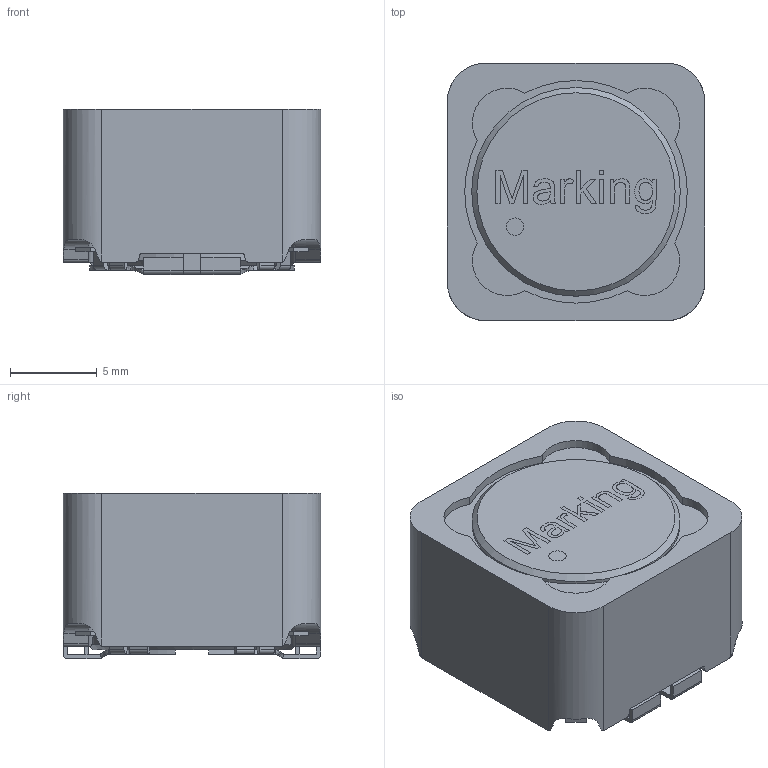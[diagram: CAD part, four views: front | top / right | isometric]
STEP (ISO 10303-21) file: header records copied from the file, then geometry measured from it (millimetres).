
FILE_DESCRIPTION(/* description */ ('Unknown'),/* implementation_level */ '2;1');
FILE_NAME(/* name */ '74447704xxx',/* time_stamp */ '2018-09-04T14:14:02+02:00',/* author */ ('Unknown'),/* organization */ ('Unknown'),/* preprocessor_version */ 'ST-DEVELOPER v16.7',/* originating_system */ 'DEX',/* authorisation */ $);
FILE_SCHEMA (('AUTOMOTIVE_DESIGN {1 0 10303 214 3 1 1}'));
Length unit declared in the file: millimetre
Products named in the file (5): 74447704xxx; Ring; Core; Base; Glue
Assembly tree (4 placements, depth 2):
  74447704xxx
    Ring
    Core
    Base
    Glue
Bounding box: 14.8 x 14.8 x 9.5 mm (x, y, z)
Volume: 1266.7 mm3; surface area: 2055.7 mm2
Topology: 5 solids, 5 shells, 335 faces, 898 edges, 585 vertices
Faces by surface type: plane 189, cylinder 102, bspline 40, cone 2, torus 2
Full cylindrical faces by diameter (mm): 1 x1, 7.5 x1, 12 x3
Entity records: 11956 total; most frequent: CARTESIAN_POINT 3273, ORIENTED_EDGE 1770, DIRECTION 1473, EDGE_CURVE 885, VERTEX_POINT 582, AXIS2_PLACEMENT_3D 504, LINE 465, VECTOR 465
